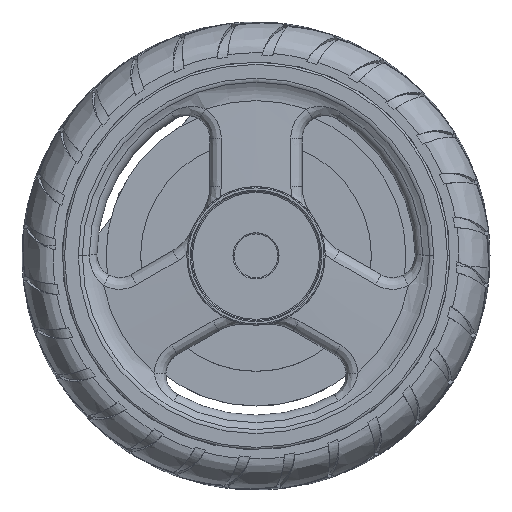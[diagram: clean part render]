
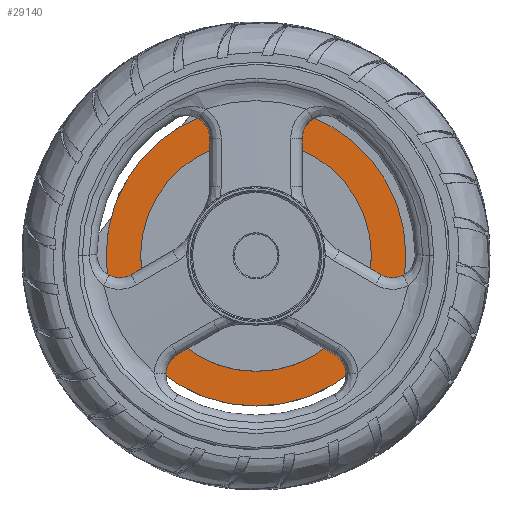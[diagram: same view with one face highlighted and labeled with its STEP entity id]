
A CAD part, top view. The second image highlights one B-rep face of the part: STEP entity #29140.
In plain terms, the highlighted planar face has unit normal (0, 0, 1).
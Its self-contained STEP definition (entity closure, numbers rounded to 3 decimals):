
#307 = CARTESIAN_POINT ( 'NONE',  ( -50., 0., -28. ) ) ;
#334 = CIRCLE ( 'NONE', #28142, 50. ) ;
#959 = VERTEX_POINT ( 'NONE', #21120 ) ;
#4120 = DIRECTION ( 'NONE',  ( -1., 0., 0. ) ) ;
#4976 = AXIS2_PLACEMENT_3D ( 'NONE', #13919, #32824, #16625 ) ;
#8136 = AXIS2_PLACEMENT_3D ( 'NONE', #17591, #20285, #4120 ) ;
#8318 = EDGE_CURVE ( 'NONE', #29292, #33605, #24938, .T. ) ;
#9129 = DIRECTION ( 'NONE',  ( 0., 0., -1. ) ) ;
#9158 = CIRCLE ( 'NONE', #4976, 50. ) ;
#10720 = CARTESIAN_POINT ( 'NONE',  ( -65., 0., -28. ) ) ;
#10815 = EDGE_CURVE ( 'NONE', #33605, #29292, #22357, .T. ) ;
#11045 = FACE_OUTER_BOUND ( 'NONE', #21881, .T. ) ;
#13919 = CARTESIAN_POINT ( 'NONE',  ( 0., 0., -28. ) ) ;
#14778 = DIRECTION ( 'NONE',  ( 0., 0., -1. ) ) ;
#15438 = DIRECTION ( 'NONE',  ( 0., 0., -1. ) ) ;
#15854 = VERTEX_POINT ( 'NONE', #307 ) ;
#16625 = DIRECTION ( 'NONE',  ( -1., 0., 0. ) ) ;
#17591 = CARTESIAN_POINT ( 'NONE',  ( 0., 0., -28. ) ) ;
#19647 = ORIENTED_EDGE ( 'NONE', *, *, #8318, .F. ) ;
#20285 = DIRECTION ( 'NONE',  ( 0., 0., -1. ) ) ;
#20775 = ORIENTED_EDGE ( 'NONE', *, *, #10815, .F. ) ;
#21120 = CARTESIAN_POINT ( 'NONE',  ( 50., 0., -28. ) ) ;
#21881 = EDGE_LOOP ( 'NONE', ( #20775, #19647 ) ) ;
#22357 = CIRCLE ( 'NONE', #31932, 65. ) ;
#23276 = EDGE_CURVE ( 'NONE', #15854, #959, #9158, .T. ) ;
#24938 = CIRCLE ( 'NONE', #27554, 65. ) ;
#25303 = CARTESIAN_POINT ( 'NONE',  ( 0., 0., -28. ) ) ;
#26874 = ORIENTED_EDGE ( 'NONE', *, *, #32017, .T. ) ;
#27414 = CARTESIAN_POINT ( 'NONE',  ( 65., 0., -28. ) ) ;
#27554 = AXIS2_PLACEMENT_3D ( 'NONE', #25303, #9129, #28046 ) ;
#28046 = DIRECTION ( 'NONE',  ( -1., 0., 0. ) ) ;
#28142 = AXIS2_PLACEMENT_3D ( 'NONE', #31648, #15438, #34342 ) ;
#29140 = ADVANCED_FACE ( 'NONE', ( #11045, #32632 ), #33813, .F. ) ;
#29292 = VERTEX_POINT ( 'NONE', #10720 ) ;
#30988 = CARTESIAN_POINT ( 'NONE',  ( 0., 0., -28. ) ) ;
#31648 = CARTESIAN_POINT ( 'NONE',  ( 0., 0., -28. ) ) ;
#31932 = AXIS2_PLACEMENT_3D ( 'NONE', #30988, #14778, #33696 ) ;
#32017 = EDGE_CURVE ( 'NONE', #959, #15854, #334, .T. ) ;
#32392 = ORIENTED_EDGE ( 'NONE', *, *, #23276, .T. ) ;
#32632 = FACE_BOUND ( 'NONE', #34480, .T. ) ;
#32824 = DIRECTION ( 'NONE',  ( 0., 0., -1. ) ) ;
#33605 = VERTEX_POINT ( 'NONE', #27414 ) ;
#33696 = DIRECTION ( 'NONE',  ( -1., 0., 0. ) ) ;
#33813 = PLANE ( 'NONE',  #8136 ) ;
#34342 = DIRECTION ( 'NONE',  ( -1., 0., 0. ) ) ;
#34480 = EDGE_LOOP ( 'NONE', ( #26874, #32392 ) ) ;
